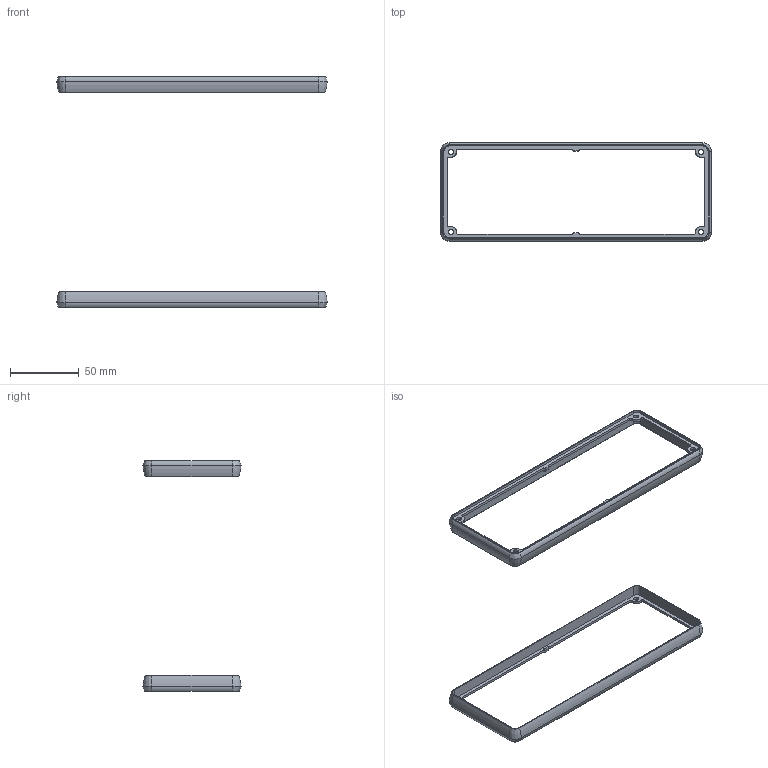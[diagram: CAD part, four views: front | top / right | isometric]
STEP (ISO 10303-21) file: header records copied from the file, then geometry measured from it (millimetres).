
FILE_DESCRIPTION(('FreeCAD Model'),'2;1');
FILE_NAME('Open CASCADE Shape Model','2023-01-26T13:11:26',( 'kicad StepUp'),('ksu MCAD'),'Open CASCADE STEP processor 7.6', 'FreeCAD','Unknown');
FILE_SCHEMA(('AP242_MANAGED_MODEL_BASED_3D_ENGINEERING_MIM_LF. {1 0 10303 442 1 1 4 }'));
Length unit declared in the file: millimetre
Products named in the file (1): Compound
Bounding box: 196.1 x 71.1 x 167.2 mm (x, y, z)
Surface area: 31263.3 mm2 (no closed solid volume)
Topology: 0 solids, 2 shells, 200 faces, 512 edges, 320 vertices
Faces by surface type: plane 68, cone 64, cylinder 36, torus 16, bspline 16
Entity records: 6281 total; most frequent: CARTESIAN_POINT 1265, DIRECTION 1098, ORIENTED_EDGE 1024, EDGE_CURVE 512, AXIS2_PLACEMENT_3D 417, VERTEX_POINT 320, LINE 264, VECTOR 264
